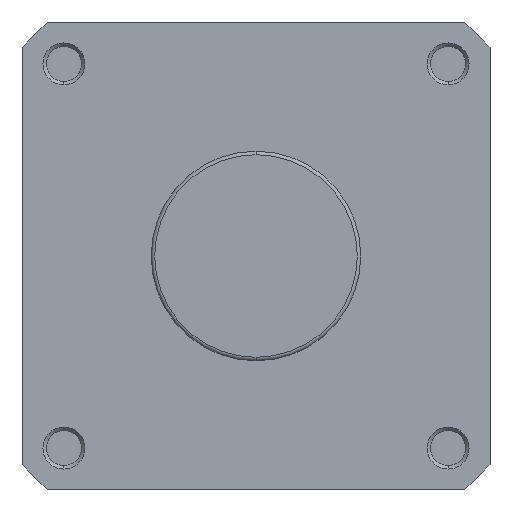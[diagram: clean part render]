
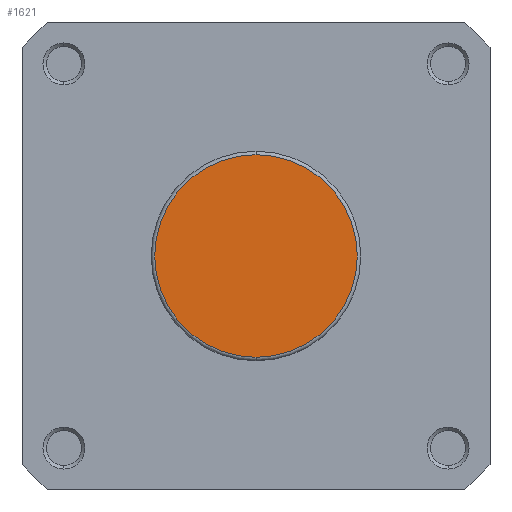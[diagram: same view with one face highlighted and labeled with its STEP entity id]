
A CAD part, left-side view. The second image highlights one B-rep face of the part: STEP entity #1621.
In plain terms, the highlighted planar face has unit normal (-1, 0, 0).
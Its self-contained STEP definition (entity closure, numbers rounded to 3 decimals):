
#178 = ORIENTED_EDGE ( 'NONE', *, *, #389, .T. ) ;
#179 = ORIENTED_EDGE ( 'NONE', *, *, #729, .T. ) ;
#389 = EDGE_CURVE ( 'NONE', #5435, #5358, #1917, .T. ) ;
#729 = EDGE_CURVE ( 'NONE', #5358, #5435, #2365, .T. ) ;
#790 = AXIS2_PLACEMENT_3D ( 'NONE', #2678, #2685, #2686 ) ;
#945 = AXIS2_PLACEMENT_3D ( 'NONE', #3495, #3503, #3504 ) ;
#1120 = AXIS2_PLACEMENT_3D ( 'NONE', #4102, #4104, #4105 ) ;
#1621 = ADVANCED_FACE ( 'NONE', ( #4720 ), #4103, .F. ) ;
#1684 = EDGE_LOOP ( 'NONE', ( #178, #179 ) ) ;
#1917 = CIRCLE ( 'NONE', #790, 29. ) ;
#2365 = CIRCLE ( 'NONE', #945, 29. ) ;
#2678 = CARTESIAN_POINT ( 'NONE',  ( 0., 0., 0. ) ) ;
#2685 = DIRECTION ( 'NONE',  ( -1., 0., 0. ) ) ;
#2686 = DIRECTION ( 'NONE',  ( 0., 0., -1. ) ) ;
#3495 = CARTESIAN_POINT ( 'NONE',  ( 0., 0., 0. ) ) ;
#3503 = DIRECTION ( 'NONE',  ( -1., 0., 0. ) ) ;
#3504 = DIRECTION ( 'NONE',  ( 0., 0., -1. ) ) ;
#4102 = CARTESIAN_POINT ( 'NONE',  ( 0., 30., 0. ) ) ;
#4103 = PLANE ( 'NONE',  #1120 ) ;
#4104 = DIRECTION ( 'NONE',  ( 1., 0., 0. ) ) ;
#4105 = DIRECTION ( 'NONE',  ( 0., 0., -1. ) ) ;
#4411 = CARTESIAN_POINT ( 'NONE',  ( 0., 0., 29. ) ) ;
#4488 = CARTESIAN_POINT ( 'NONE',  ( 0., 0., -29. ) ) ;
#4720 = FACE_OUTER_BOUND ( 'NONE', #1684, .T. ) ;
#5358 = VERTEX_POINT ( 'NONE', #4411 ) ;
#5435 = VERTEX_POINT ( 'NONE', #4488 ) ;
